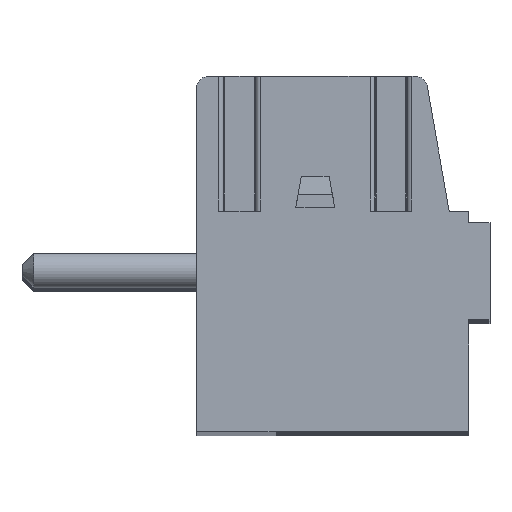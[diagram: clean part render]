
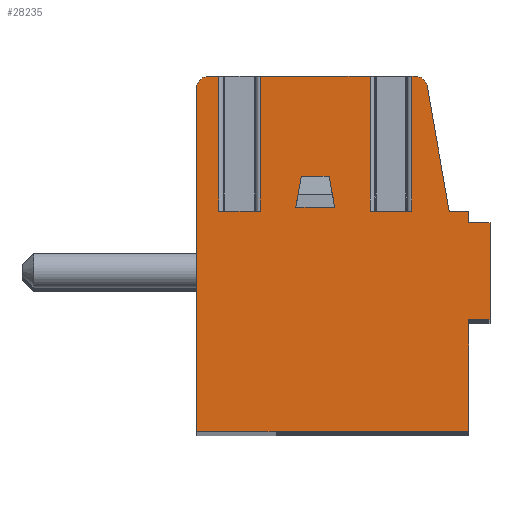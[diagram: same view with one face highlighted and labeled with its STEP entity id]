
A CAD part, top view. The second image highlights one B-rep face of the part: STEP entity #28235.
In plain terms, the highlighted planar face has unit normal (0, 0, 1).
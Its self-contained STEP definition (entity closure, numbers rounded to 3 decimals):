
#4001=DIRECTION('',(-1.,0.,0.));
#4002=VECTOR('',#4001,1.07);
#4003=CARTESIAN_POINT('',(2.035,1.105,1.75));
#4004=LINE('',#4003,#4002);
#4005=DIRECTION('',(0.,1.,0.));
#4006=VECTOR('',#4005,3.47);
#4007=CARTESIAN_POINT('',(2.035,1.105,1.75));
#4008=LINE('',#4007,#4006);
#4009=DIRECTION('',(1.,0.,0.));
#4010=VECTOR('',#4009,0.101);
#4011=CARTESIAN_POINT('',(2.035,4.575,1.75));
#4012=LINE('',#4011,#4010);
#4013=CARTESIAN_POINT('',(2.136,4.275,1.75));
#4014=DIRECTION('',(0.,0.,-1.));
#4015=DIRECTION('',(0.,1.,0.));
#4016=AXIS2_PLACEMENT_3D('',#4013,#4014,#4015);
#4018=DIRECTION('',(0.174,-0.985,0.));
#4019=VECTOR('',#4018,3.272);
#4020=CARTESIAN_POINT('',(2.432,4.327,1.75));
#4021=LINE('',#4020,#4019);
#4022=DIRECTION('',(1.,0.,0.));
#4023=VECTOR('',#4022,0.5);
#4024=CARTESIAN_POINT('',(3.,1.105,1.75));
#4025=LINE('',#4024,#4023);
#4026=DIRECTION('',(0.,-1.,0.));
#4027=VECTOR('',#4026,0.3);
#4028=CARTESIAN_POINT('',(3.5,1.105,1.75));
#4029=LINE('',#4028,#4027);
#4030=DIRECTION('',(0.,-1.,0.));
#4031=VECTOR('',#4030,2.88);
#4032=CARTESIAN_POINT('',(3.5,-1.695,1.75));
#4033=LINE('',#4032,#4031);
#4034=DIRECTION('',(-1.,0.,0.));
#4035=VECTOR('',#4034,7.);
#4036=CARTESIAN_POINT('',(3.5,-4.575,1.75));
#4037=LINE('',#4036,#4035);
#4038=DIRECTION('',(0.,1.,0.));
#4039=VECTOR('',#4038,8.85);
#4040=CARTESIAN_POINT('',(-3.5,-4.575,1.75));
#4041=LINE('',#4040,#4039);
#4042=CARTESIAN_POINT('',(-3.2,4.275,1.75));
#4043=DIRECTION('',(0.,0.,-1.));
#4044=DIRECTION('',(-1.,0.,0.));
#4045=AXIS2_PLACEMENT_3D('',#4042,#4043,#4044);
#4047=DIRECTION('',(1.,0.,0.));
#4048=VECTOR('',#4047,0.265);
#4049=CARTESIAN_POINT('',(-3.2,4.575,1.75));
#4050=LINE('',#4049,#4048);
#4051=DIRECTION('',(0.,1.,0.));
#4052=VECTOR('',#4051,3.47);
#4053=CARTESIAN_POINT('',(-2.935,1.105,1.75));
#4054=LINE('',#4053,#4052);
#4055=DIRECTION('',(-1.,0.,0.));
#4056=VECTOR('',#4055,1.07);
#4057=CARTESIAN_POINT('',(-1.865,1.105,1.75));
#4058=LINE('',#4057,#4056);
#4059=DIRECTION('',(0.,1.,0.));
#4060=VECTOR('',#4059,3.47);
#4061=CARTESIAN_POINT('',(-1.865,1.105,1.75));
#4062=LINE('',#4061,#4060);
#4063=DIRECTION('',(1.,0.,0.));
#4064=VECTOR('',#4063,2.83);
#4065=CARTESIAN_POINT('',(-1.865,4.575,1.75));
#4066=LINE('',#4065,#4064);
#4067=DIRECTION('',(0.,1.,0.));
#4068=VECTOR('',#4067,3.47);
#4069=CARTESIAN_POINT('',(0.965,1.105,1.75));
#4070=LINE('',#4069,#4068);
#4071=DIRECTION('',(-1.,0.,0.));
#4072=VECTOR('',#4071,0.718);
#4073=CARTESIAN_POINT('',(-0.091,2.005,1.75));
#4074=LINE('',#4073,#4072);
#4075=DIRECTION('',(-0.174,-0.985,0.));
#4076=VECTOR('',#4075,0.812);
#4077=CARTESIAN_POINT('',(-0.809,2.005,1.75));
#4078=LINE('',#4077,#4076);
#4079=DIRECTION('',(1.,0.,0.));
#4080=VECTOR('',#4079,1.);
#4081=CARTESIAN_POINT('',(-0.95,1.205,1.75));
#4082=LINE('',#4081,#4080);
#4083=DIRECTION('',(-0.174,0.985,0.));
#4084=VECTOR('',#4083,0.812);
#4085=CARTESIAN_POINT('',(0.05,1.205,1.75));
#4086=LINE('',#4085,#4084);
#4355=DIRECTION('',(-1.,0.,0.));
#4356=VECTOR('',#4355,0.55);
#4357=CARTESIAN_POINT('',(4.05,0.805,1.75));
#4358=LINE('',#4357,#4356);
#5025=DIRECTION('',(0.,1.,0.));
#5026=VECTOR('',#5025,2.5);
#5027=CARTESIAN_POINT('',(4.05,-1.695,1.75));
#5028=LINE('',#5027,#5026);
#5241=DIRECTION('',(1.,0.,0.));
#5242=VECTOR('',#5241,0.55);
#5243=CARTESIAN_POINT('',(3.5,-1.695,1.75));
#5244=LINE('',#5243,#5242);
#17705=CARTESIAN_POINT('',(-3.5,4.275,1.75));
#17706=CARTESIAN_POINT('',(-3.2,4.575,1.75));
#17707=VERTEX_POINT('',#17705);
#17708=VERTEX_POINT('',#17706);
#17709=CARTESIAN_POINT('',(-3.5,-4.575,1.75));
#17710=VERTEX_POINT('',#17709);
#17711=CARTESIAN_POINT('',(3.5,-4.575,1.75));
#17712=VERTEX_POINT('',#17711);
#17713=CARTESIAN_POINT('',(3.5,-1.695,1.75));
#17714=VERTEX_POINT('',#17713);
#17715=CARTESIAN_POINT('',(3.5,1.105,1.75));
#17716=CARTESIAN_POINT('',(3.5,0.805,1.75));
#17717=VERTEX_POINT('',#17715);
#17718=VERTEX_POINT('',#17716);
#17719=CARTESIAN_POINT('',(3.,1.105,1.75));
#17720=VERTEX_POINT('',#17719);
#17721=CARTESIAN_POINT('',(2.432,4.327,1.75));
#17722=VERTEX_POINT('',#17721);
#17723=CARTESIAN_POINT('',(2.136,4.575,1.75));
#17724=VERTEX_POINT('',#17723);
#17862=CARTESIAN_POINT('',(4.05,-1.695,1.75));
#17864=VERTEX_POINT('',#17862);
#17866=CARTESIAN_POINT('',(4.05,0.805,1.75));
#17868=VERTEX_POINT('',#17866);
#18033=CARTESIAN_POINT('',(2.035,1.105,1.75));
#18034=CARTESIAN_POINT('',(0.965,1.105,1.75));
#18035=VERTEX_POINT('',#18033);
#18036=VERTEX_POINT('',#18034);
#18037=CARTESIAN_POINT('',(-1.865,1.105,1.75));
#18038=CARTESIAN_POINT('',(-2.935,1.105,1.75));
#18039=VERTEX_POINT('',#18037);
#18040=VERTEX_POINT('',#18038);
#18041=CARTESIAN_POINT('',(-2.935,4.575,1.75));
#18042=VERTEX_POINT('',#18041);
#18043=CARTESIAN_POINT('',(-1.865,4.575,1.75));
#18044=VERTEX_POINT('',#18043);
#18045=CARTESIAN_POINT('',(2.035,4.575,1.75));
#18046=VERTEX_POINT('',#18045);
#18047=CARTESIAN_POINT('',(0.965,4.575,1.75));
#18048=VERTEX_POINT('',#18047);
#18077=CARTESIAN_POINT('',(-0.95,1.205,1.75));
#18078=CARTESIAN_POINT('',(0.05,1.205,1.75));
#18079=VERTEX_POINT('',#18077);
#18080=VERTEX_POINT('',#18078);
#18082=CARTESIAN_POINT('',(-0.809,2.005,1.75));
#18084=VERTEX_POINT('',#18082);
#18085=CARTESIAN_POINT('',(-0.091,2.005,1.75));
#18086=VERTEX_POINT('',#18085);
#28182=CARTESIAN_POINT('',(0.,0.,1.75));
#28183=DIRECTION('',(0.,0.,1.));
#28184=DIRECTION('',(1.,0.,0.));
#28185=AXIS2_PLACEMENT_3D('',#28182,#28183,#28184);
#28186=PLANE('',#28185);
#28188=ORIENTED_EDGE('',*,*,#28187,.F.);
#28190=ORIENTED_EDGE('',*,*,#28189,.T.);
#28191=ORIENTED_EDGE('',*,*,#22996,.T.);
#28193=ORIENTED_EDGE('',*,*,#28192,.T.);
#28195=ORIENTED_EDGE('',*,*,#28194,.T.);
#28197=ORIENTED_EDGE('',*,*,#28196,.T.);
#28199=ORIENTED_EDGE('',*,*,#28198,.T.);
#28201=ORIENTED_EDGE('',*,*,#28200,.F.);
#28203=ORIENTED_EDGE('',*,*,#28202,.F.);
#28205=ORIENTED_EDGE('',*,*,#28204,.F.);
#28207=ORIENTED_EDGE('',*,*,#28206,.T.);
#28209=ORIENTED_EDGE('',*,*,#28208,.T.);
#28211=ORIENTED_EDGE('',*,*,#28210,.T.);
#28213=ORIENTED_EDGE('',*,*,#28212,.T.);
#28214=ORIENTED_EDGE('',*,*,#22961,.T.);
#28216=ORIENTED_EDGE('',*,*,#28215,.F.);
#28218=ORIENTED_EDGE('',*,*,#28217,.F.);
#28219=ORIENTED_EDGE('',*,*,#28173,.T.);
#28220=ORIENTED_EDGE('',*,*,#23012,.T.);
#28222=ORIENTED_EDGE('',*,*,#28221,.F.);
#28223=EDGE_LOOP('',(#28188,#28190,#28191,#28193,#28195,#28197,#28199,#28201,
#28203,#28205,#28207,#28209,#28211,#28213,#28214,#28216,#28218,#28219,#28220,
#28222));
#28224=FACE_OUTER_BOUND('',#28223,.F.);
#28226=ORIENTED_EDGE('',*,*,#28225,.T.);
#28228=ORIENTED_EDGE('',*,*,#28227,.T.);
#28230=ORIENTED_EDGE('',*,*,#28229,.T.);
#28232=ORIENTED_EDGE('',*,*,#28231,.T.);
#28233=EDGE_LOOP('',(#28226,#28228,#28230,#28232));
#28234=FACE_BOUND('',#28233,.F.);
#4017=CIRCLE('',#4016,0.3);
#4046=CIRCLE('',#4045,0.3);
#22961=EDGE_CURVE('',#17708,#18042,#4050,.T.);
#22996=EDGE_CURVE('',#18046,#17724,#4012,.T.);
#23012=EDGE_CURVE('',#18044,#18048,#4066,.T.);
#28173=EDGE_CURVE('',#18039,#18044,#4062,.T.);
#28187=EDGE_CURVE('',#18035,#18036,#4004,.T.);
#28189=EDGE_CURVE('',#18035,#18046,#4008,.T.);
#28192=EDGE_CURVE('',#17724,#17722,#4017,.T.);
#28194=EDGE_CURVE('',#17722,#17720,#4021,.T.);
#28196=EDGE_CURVE('',#17720,#17717,#4025,.T.);
#28198=EDGE_CURVE('',#17717,#17718,#4029,.T.);
#28200=EDGE_CURVE('',#17868,#17718,#4358,.T.);
#28202=EDGE_CURVE('',#17864,#17868,#5028,.T.);
#28204=EDGE_CURVE('',#17714,#17864,#5244,.T.);
#28206=EDGE_CURVE('',#17714,#17712,#4033,.T.);
#28208=EDGE_CURVE('',#17712,#17710,#4037,.T.);
#28210=EDGE_CURVE('',#17710,#17707,#4041,.T.);
#28212=EDGE_CURVE('',#17707,#17708,#4046,.T.);
#28215=EDGE_CURVE('',#18040,#18042,#4054,.T.);
#28217=EDGE_CURVE('',#18039,#18040,#4058,.T.);
#28221=EDGE_CURVE('',#18036,#18048,#4070,.T.);
#28225=EDGE_CURVE('',#18086,#18084,#4074,.T.);
#28227=EDGE_CURVE('',#18084,#18079,#4078,.T.);
#28229=EDGE_CURVE('',#18079,#18080,#4082,.T.);
#28231=EDGE_CURVE('',#18080,#18086,#4086,.T.);
#28235=ADVANCED_FACE('',(#28224,#28234),#28186,.T.);
